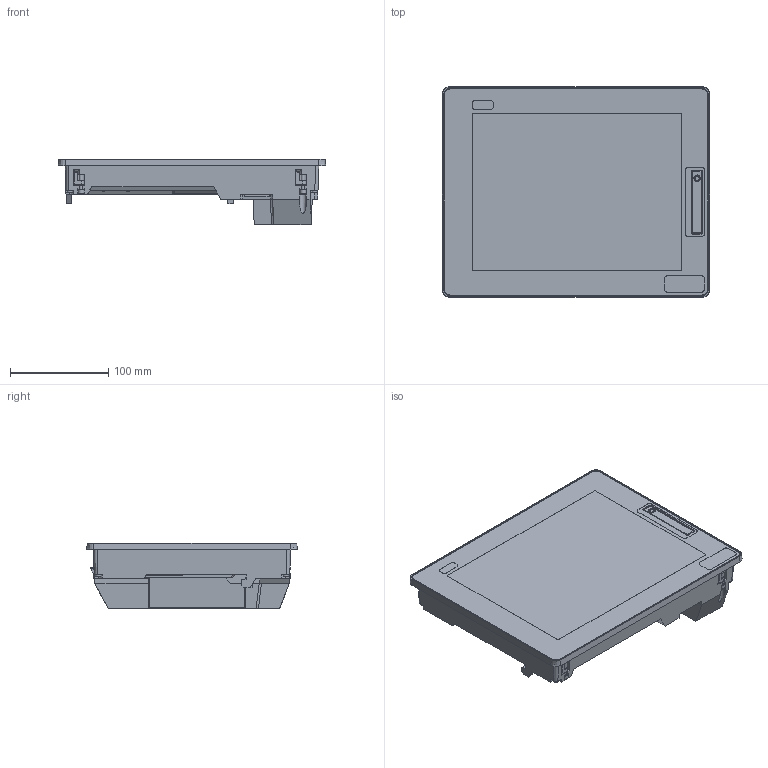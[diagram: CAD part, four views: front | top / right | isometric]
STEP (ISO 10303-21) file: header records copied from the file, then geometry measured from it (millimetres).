
FILE_DESCRIPTION(('STEP AP242'),'1');
FILE_NAME('hmidt542.stp','2019-07-15T23:16:23',('TraceParts'),('TraceParts S.A.'),'Spatial InterOp 3D',' ',' ');
FILE_SCHEMA(('AP242_MANAGED_MODEL_BASED_3D_ENGINEERING_MIM_LF {1 0 10303 442 1 1 4}'));
Length unit declared in the file: millimetre
Products named in the file (1): hmidt542_1
Bounding box: 272.44 x 214.44 x 67.11 mm (x, y, z)
Volume: 2087106.1 mm3; surface area: 181242 mm2
Topology: 3 solids, 3 shells, 924 faces, 2461 edges, 1603 vertices
Faces by surface type: plane 553, cylinder 237, bspline 46, torus 39, extrusion 33, cone 8, sphere 8
Entity records: 39319 total; most frequent: CARTESIAN_POINT 9050, ORIENTED_EDGE 4922, DIRECTION 4457, EDGE_CURVE 2461, VECTOR 1639, LINE 1606, VERTEX_POINT 1603, AXIS2_PLACEMENT_3D 1409
